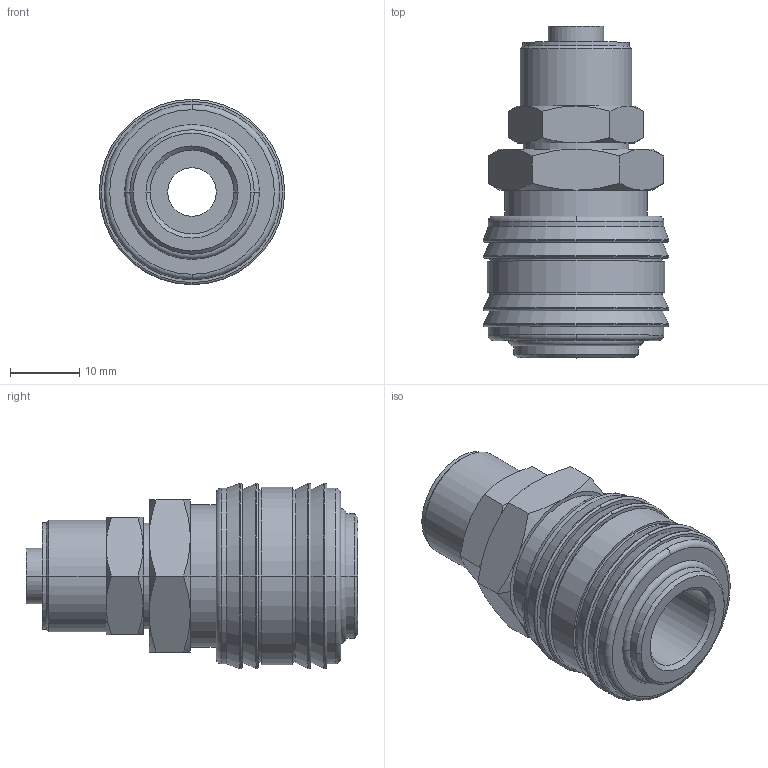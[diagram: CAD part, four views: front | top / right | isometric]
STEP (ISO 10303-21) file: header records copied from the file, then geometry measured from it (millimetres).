
FILE_DESCRIPTION(('STEP AP214'),'1');
FILE_NAME('esn_8_tqo.stp','2020-03-05T08:44:12',('TraceParts'),('TraceParts S.A.'),'Spatial InterOp 3D',' ',' ');
FILE_SCHEMA(('automotive_design'));
Length unit declared in the file: millimetre
Products named in the file (1): 1
Bounding box: 26.8 x 48 x 26.8 mm (x, y, z)
Volume: 13798.8 mm3; surface area: 5979.6 mm2
Topology: 1 solids, 1 shells, 122 faces, 271 edges, 165 vertices
Faces by surface type: cone 46, plane 28, cylinder 26, torus 22
Entity records: 4446 total; most frequent: CARTESIAN_POINT 751, DIRECTION 632, ORIENTED_EDGE 542, AXIS2_PLACEMENT_3D 286, EDGE_CURVE 271, VERTEX_POINT 165, CIRCLE 163, EDGE_LOOP 138
